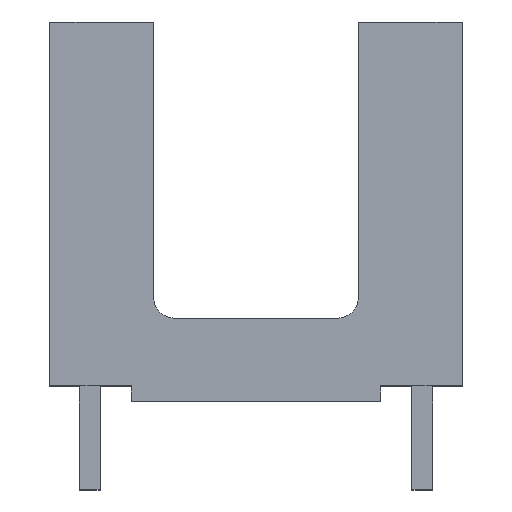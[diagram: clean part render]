
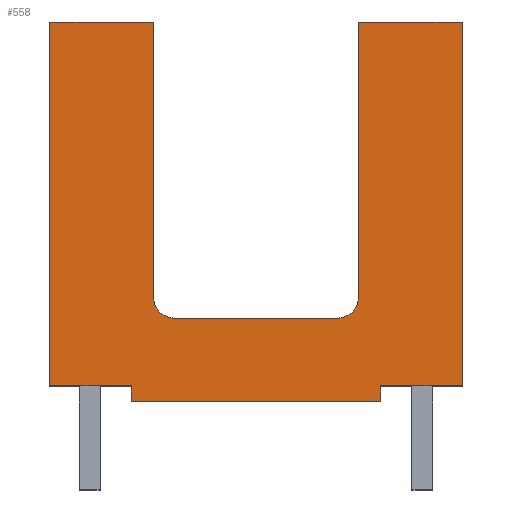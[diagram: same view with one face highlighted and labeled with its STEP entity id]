
A CAD part, top view. The second image highlights one B-rep face of the part: STEP entity #558.
In plain terms, the highlighted planar face has unit normal (0, 0, 1).
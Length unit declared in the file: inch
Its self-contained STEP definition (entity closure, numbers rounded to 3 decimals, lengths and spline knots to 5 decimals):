
#7 = CARTESIAN_POINT ( 'NONE',  ( 0.07843, 0.1, 0.105 ) ) ;
#28 = LINE ( 'NONE', #664, #279 ) ;
#37 = CARTESIAN_POINT ( 'NONE',  ( 0.12, 0., 0.105 ) ) ;
#38 = ORIENTED_EDGE ( 'NONE', *, *, #1501, .T. ) ;
#47 = DIRECTION ( 'NONE',  ( 0., 0., -1. ) ) ;
#77 = DIRECTION ( 'NONE',  ( 0., -1., 0. ) ) ;
#92 = VECTOR ( 'NONE', #733, 39.37008 ) ;
#99 = VERTEX_POINT ( 'NONE', #1186 ) ;
#119 = ORIENTED_EDGE ( 'NONE', *, *, #851, .T. ) ;
#200 = DIRECTION ( 'NONE',  ( 0., 0., -1. ) ) ;
#201 = CARTESIAN_POINT ( 'NONE',  ( -0.09843, 0.365, 0.105 ) ) ;
#208 = LINE ( 'NONE', #1875, #1578 ) ;
#212 = CIRCLE ( 'NONE', #688, 0.02 ) ;
#230 = VECTOR ( 'NONE', #1406, 39.37008 ) ;
#279 = VECTOR ( 'NONE', #2072, 39.37008 ) ;
#293 = FACE_OUTER_BOUND ( 'NONE', #735, .T. ) ;
#382 = CARTESIAN_POINT ( 'NONE',  ( -0.09843, 0.365, 0.105 ) ) ;
#409 = EDGE_CURVE ( 'NONE', #99, #529, #212, .T. ) ;
#419 = LINE ( 'NONE', #1500, #1003 ) ;
#437 = CIRCLE ( 'NONE', #1033, 0.02 ) ;
#468 = CARTESIAN_POINT ( 'NONE',  ( -0.12, 0.015, 0.105 ) ) ;
#527 = CARTESIAN_POINT ( 'NONE',  ( 0.19843, 0.015, 0.105 ) ) ;
#529 = VERTEX_POINT ( 'NONE', #726 ) ;
#552 = LINE ( 'NONE', #1346, #1194 ) ;
#558 = ADVANCED_FACE ( 'NONE', ( #293 ), #1294, .F. ) ;
#559 = LINE ( 'NONE', #1035, #230 ) ;
#614 = VECTOR ( 'NONE', #1922, 39.37008 ) ;
#634 = ORIENTED_EDGE ( 'NONE', *, *, #409, .T. ) ;
#643 = DIRECTION ( 'NONE',  ( -1., 0., 0. ) ) ;
#651 = ORIENTED_EDGE ( 'NONE', *, *, #699, .T. ) ;
#664 = CARTESIAN_POINT ( 'NONE',  ( 0.12, 0.015, 0.105 ) ) ;
#667 = DIRECTION ( 'NONE',  ( 0., 0., -1. ) ) ;
#670 = CARTESIAN_POINT ( 'NONE',  ( -0.09843, 0.1, 0.105 ) ) ;
#688 = AXIS2_PLACEMENT_3D ( 'NONE', #7, #200, #2140 ) ;
#699 = EDGE_CURVE ( 'NONE', #1387, #99, #2078, .T. ) ;
#726 = CARTESIAN_POINT ( 'NONE',  ( 0.07843, 0.08, 0.105 ) ) ;
#733 = DIRECTION ( 'NONE',  ( -1., 0., 0. ) ) ;
#735 = EDGE_LOOP ( 'NONE', ( #1873, #2013, #2236, #803, #1016, #651, #634, #2308, #38, #119, #1414, #1009, #1086, #1852 ) ) ;
#778 = EDGE_CURVE ( 'NONE', #2278, #1826, #552, .T. ) ;
#803 = ORIENTED_EDGE ( 'NONE', *, *, #1969, .T. ) ;
#816 = CARTESIAN_POINT ( 'NONE',  ( 0.12, 0.015, 0.105 ) ) ;
#823 = LINE ( 'NONE', #2163, #92 ) ;
#832 = LINE ( 'NONE', #1886, #1974 ) ;
#834 = CARTESIAN_POINT ( 'NONE',  ( -0.07843, 0.08, 0.105 ) ) ;
#845 = CARTESIAN_POINT ( 'NONE',  ( -0.19843, 0.365, 0.105 ) ) ;
#851 = EDGE_CURVE ( 'NONE', #1405, #1140, #1474, .T. ) ;
#925 = LINE ( 'NONE', #527, #1646 ) ;
#941 = VECTOR ( 'NONE', #77, 39.37008 ) ;
#981 = EDGE_CURVE ( 'NONE', #1076, #2278, #1239, .T. ) ;
#986 = CARTESIAN_POINT ( 'NONE',  ( -0.12, 0., 0.105 ) ) ;
#1003 = VECTOR ( 'NONE', #1658, 39.37008 ) ;
#1009 = ORIENTED_EDGE ( 'NONE', *, *, #981, .T. ) ;
#1016 = ORIENTED_EDGE ( 'NONE', *, *, #2221, .T. ) ;
#1025 = DIRECTION ( 'NONE',  ( 1., 0., 0. ) ) ;
#1033 = AXIS2_PLACEMENT_3D ( 'NONE', #1204, #667, #643 ) ;
#1035 = CARTESIAN_POINT ( 'NONE',  ( -0.12, 0., 0.105 ) ) ;
#1064 = CARTESIAN_POINT ( 'NONE',  ( -0.19843, 0.365, 0.105 ) ) ;
#1076 = VERTEX_POINT ( 'NONE', #1064 ) ;
#1086 = ORIENTED_EDGE ( 'NONE', *, *, #778, .T. ) ;
#1095 = EDGE_CURVE ( 'NONE', #1140, #1076, #2010, .T. ) ;
#1140 = VERTEX_POINT ( 'NONE', #201 ) ;
#1186 = CARTESIAN_POINT ( 'NONE',  ( 0.09843, 0.1, 0.105 ) ) ;
#1194 = VECTOR ( 'NONE', #1025, 39.37008 ) ;
#1204 = CARTESIAN_POINT ( 'NONE',  ( -0.07843, 0.1, 0.105 ) ) ;
#1221 = VERTEX_POINT ( 'NONE', #37 ) ;
#1239 = LINE ( 'NONE', #845, #614 ) ;
#1258 = EDGE_CURVE ( 'NONE', #529, #1818, #419, .T. ) ;
#1294 = PLANE ( 'NONE',  #1402 ) ;
#1332 = DIRECTION ( 'NONE',  ( 0., -1., 0. ) ) ;
#1346 = CARTESIAN_POINT ( 'NONE',  ( -0.19843, 0.015, 0.105 ) ) ;
#1358 = VECTOR ( 'NONE', #1907, 39.37008 ) ;
#1379 = VERTEX_POINT ( 'NONE', #986 ) ;
#1387 = VERTEX_POINT ( 'NONE', #1851 ) ;
#1392 = EDGE_CURVE ( 'NONE', #1826, #1379, #208, .T. ) ;
#1402 = AXIS2_PLACEMENT_3D ( 'NONE', #1653, #47, #1457 ) ;
#1405 = VERTEX_POINT ( 'NONE', #2232 ) ;
#1406 = DIRECTION ( 'NONE',  ( 1., 0., 0. ) ) ;
#1414 = ORIENTED_EDGE ( 'NONE', *, *, #1095, .T. ) ;
#1437 = DIRECTION ( 'NONE',  ( -1., 0., 0. ) ) ;
#1457 = DIRECTION ( 'NONE',  ( 0., -1., 0. ) ) ;
#1467 = CARTESIAN_POINT ( 'NONE',  ( -0.19843, 0.015, 0.105 ) ) ;
#1474 = LINE ( 'NONE', #670, #1358 ) ;
#1500 = CARTESIAN_POINT ( 'NONE',  ( 0.07843, 0.08, 0.105 ) ) ;
#1501 = EDGE_CURVE ( 'NONE', #1818, #1405, #437, .T. ) ;
#1529 = CARTESIAN_POINT ( 'NONE',  ( 0.19843, 0.015, 0.105 ) ) ;
#1553 = DIRECTION ( 'NONE',  ( 0., 1., 0. ) ) ;
#1578 = VECTOR ( 'NONE', #1332, 39.37008 ) ;
#1646 = VECTOR ( 'NONE', #1771, 39.37008 ) ;
#1653 = CARTESIAN_POINT ( 'NONE',  ( 0.07843, 0.1, 0.105 ) ) ;
#1658 = DIRECTION ( 'NONE',  ( -1., 0., 0. ) ) ;
#1669 = VERTEX_POINT ( 'NONE', #816 ) ;
#1741 = EDGE_CURVE ( 'NONE', #1379, #1221, #559, .T. ) ;
#1771 = DIRECTION ( 'NONE',  ( 0., 1., 0. ) ) ;
#1794 = CARTESIAN_POINT ( 'NONE',  ( 0.19843, 0.365, 0.105 ) ) ;
#1818 = VERTEX_POINT ( 'NONE', #834 ) ;
#1826 = VERTEX_POINT ( 'NONE', #468 ) ;
#1844 = EDGE_CURVE ( 'NONE', #1221, #1669, #832, .T. ) ;
#1851 = CARTESIAN_POINT ( 'NONE',  ( 0.09843, 0.365, 0.105 ) ) ;
#1852 = ORIENTED_EDGE ( 'NONE', *, *, #1392, .T. ) ;
#1873 = ORIENTED_EDGE ( 'NONE', *, *, #1741, .T. ) ;
#1875 = CARTESIAN_POINT ( 'NONE',  ( -0.12, 0.015, 0.105 ) ) ;
#1886 = CARTESIAN_POINT ( 'NONE',  ( 0.12, 0., 0.105 ) ) ;
#1907 = DIRECTION ( 'NONE',  ( 0., 1., 0. ) ) ;
#1919 = EDGE_CURVE ( 'NONE', #1669, #2269, #28, .T. ) ;
#1922 = DIRECTION ( 'NONE',  ( 0., -1., 0. ) ) ;
#1950 = VECTOR ( 'NONE', #1437, 39.37008 ) ;
#1969 = EDGE_CURVE ( 'NONE', #2269, #2200, #925, .T. ) ;
#1974 = VECTOR ( 'NONE', #1553, 39.37008 ) ;
#2010 = LINE ( 'NONE', #382, #1950 ) ;
#2013 = ORIENTED_EDGE ( 'NONE', *, *, #1844, .T. ) ;
#2072 = DIRECTION ( 'NONE',  ( 1., 0., 0. ) ) ;
#2078 = LINE ( 'NONE', #2214, #941 ) ;
#2140 = DIRECTION ( 'NONE',  ( -1., 0., 0. ) ) ;
#2163 = CARTESIAN_POINT ( 'NONE',  ( 0.19843, 0.365, 0.105 ) ) ;
#2200 = VERTEX_POINT ( 'NONE', #1794 ) ;
#2214 = CARTESIAN_POINT ( 'NONE',  ( 0.09843, 0.365, 0.105 ) ) ;
#2221 = EDGE_CURVE ( 'NONE', #2200, #1387, #823, .T. ) ;
#2232 = CARTESIAN_POINT ( 'NONE',  ( -0.09843, 0.1, 0.105 ) ) ;
#2236 = ORIENTED_EDGE ( 'NONE', *, *, #1919, .T. ) ;
#2269 = VERTEX_POINT ( 'NONE', #1529 ) ;
#2278 = VERTEX_POINT ( 'NONE', #1467 ) ;
#2308 = ORIENTED_EDGE ( 'NONE', *, *, #1258, .T. ) ;
